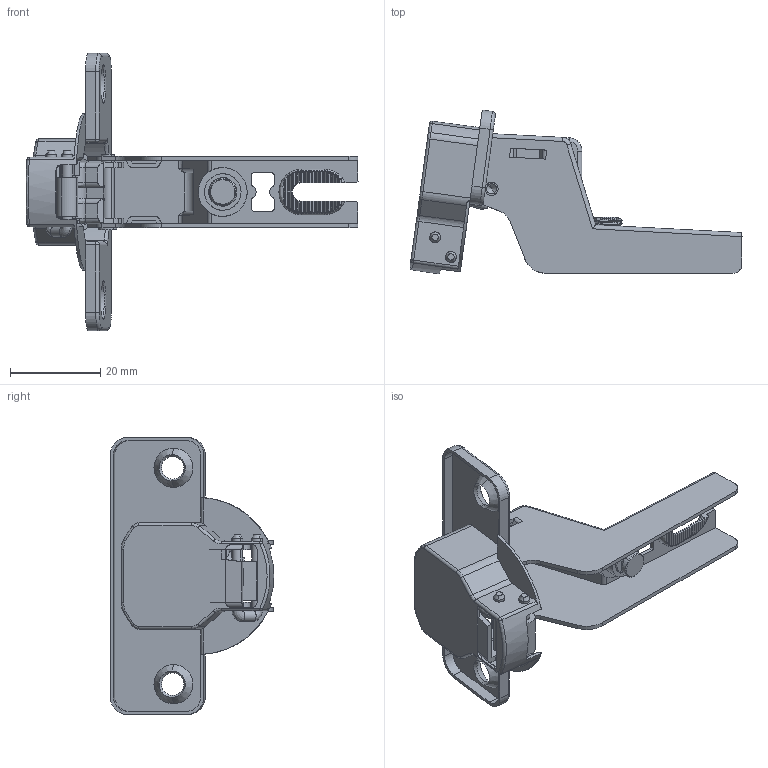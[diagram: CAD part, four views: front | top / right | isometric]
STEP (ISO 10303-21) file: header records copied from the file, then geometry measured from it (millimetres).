
FILE_DESCRIPTION (( 'STEP AP214' ), '1' );
FILE_NAME ('F000112-CLOSED_3D.step', '2022-06-06T12:58:46', ( '' ), ( '' ), 'SwSTEP 2.0', 'SolidWorks 2020', '' );
FILE_SCHEMA (( 'AUTOMOTIVE_DESIGN' ));
Length unit declared in the file: millimetre
Products named in the file (9): c30-b2-5-NS40; 覃誹蹟佪 - A1-NS40; C31A48-7-NS40; md29-186-5-NS40; md29-178-5-NS40; A18-01b-NS40; F000112-CLOSED_3D; 邧渀-7-NS40; a19-06lz-1-NS40
Assembly tree (8 placements, depth 2):
  F000112-CLOSED_3D
    A18-01b-NS40
    a19-06lz-1-NS40
    C31A48-7-NS40
    md29-186-5-NS40
    md29-178-5-NS40
    邧渀-7-NS40
    覃誹蹟佪 - A1-NS40
    c30-b2-5-NS40
Bounding box: 73.65 x 36.31 x 61.5 mm (x, y, z)
Volume: 6549.4 mm3; surface area: 15947.9 mm2
Topology: 8 solids, 8 shells, 791 faces, 2164 edges, 1376 vertices
Faces by surface type: plane 386, cylinder 287, bspline 85, cone 33
Entity records: 38601 total; most frequent: CARTESIAN_POINT 19729, ORIENTED_EDGE 4296, DIRECTION 3303, EDGE_CURVE 2148, VERTEX_POINT 1376, AXIS2_PLACEMENT_3D 1113, LINE 1077, VECTOR 1077
